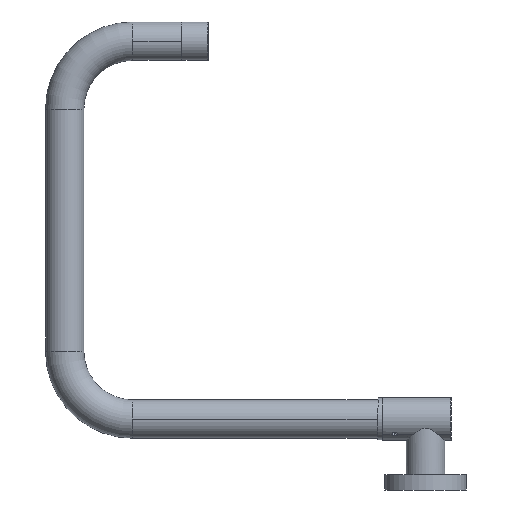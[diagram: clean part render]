
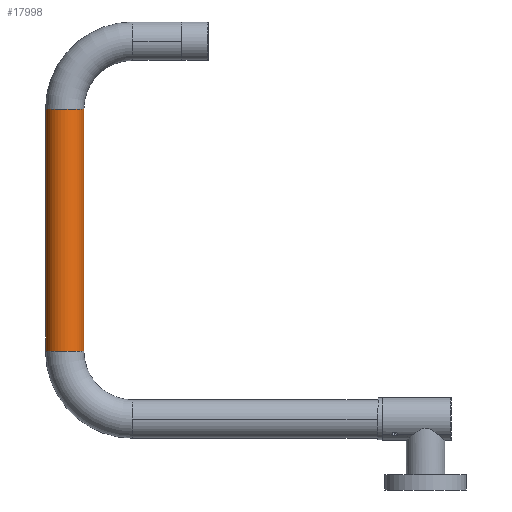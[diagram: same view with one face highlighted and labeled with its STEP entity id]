
A CAD part, left-side view. The second image highlights one B-rep face of the part: STEP entity #17998.
In plain terms, the highlighted cylindrical face has radius 12.7 mm (diameter 25.4 mm), a partial arc.
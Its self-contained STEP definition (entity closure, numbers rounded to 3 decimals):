
#1503 = CIRCLE ( 'NONE', #21991, 12.7 ) ;
#1571 = VERTEX_POINT ( 'NONE', #7521 ) ;
#3447 = FACE_OUTER_BOUND ( 'NONE', #19189, .T. ) ;
#4913 = CARTESIAN_POINT ( 'NONE',  ( -0.027, 251.515, 85.931 ) ) ;
#5044 = VERTEX_POINT ( 'NONE', #12244 ) ;
#5212 = LINE ( 'NONE', #16237, #14094 ) ;
#5580 = ORIENTED_EDGE ( 'NONE', *, *, #15765, .F. ) ;
#5598 = LINE ( 'NONE', #6066, #14491 ) ;
#6066 = CARTESIAN_POINT ( 'NONE',  ( -0.027, 226.115, 85.931 ) ) ;
#6262 = CARTESIAN_POINT ( 'NONE',  ( -0.257, 238.815, 245.931 ) ) ;
#7438 = DIRECTION ( 'NONE',  ( -0.001, 0., 1. ) ) ;
#7455 = DIRECTION ( 'NONE',  ( 0., -1., 0. ) ) ;
#7520 = ORIENTED_EDGE ( 'NONE', *, *, #18257, .T. ) ;
#7521 = CARTESIAN_POINT ( 'NONE',  ( -0.257, 226.115, 245.931 ) ) ;
#7658 = EDGE_CURVE ( 'NONE', #9288, #1571, #5598, .T. ) ;
#8050 = DIRECTION ( 'NONE',  ( 1., 0., 0.001 ) ) ;
#9288 = VERTEX_POINT ( 'NONE', #21497 ) ;
#10244 = CARTESIAN_POINT ( 'NONE',  ( -0.027, 238.815, 85.931 ) ) ;
#11180 = AXIS2_PLACEMENT_3D ( 'NONE', #18143, #19883, #7455 ) ;
#12025 = DIRECTION ( 'NONE',  ( 1., 0., 0.001 ) ) ;
#12244 = CARTESIAN_POINT ( 'NONE',  ( -0.257, 251.515, 245.931 ) ) ;
#14094 = VECTOR ( 'NONE', #7438, 1000. ) ;
#14491 = VECTOR ( 'NONE', #22144, 1000. ) ;
#15765 = EDGE_CURVE ( 'NONE', #21366, #5044, #5212, .T. ) ;
#16237 = CARTESIAN_POINT ( 'NONE',  ( -0.027, 251.515, 85.931 ) ) ;
#17354 = CIRCLE ( 'NONE', #18727, 12.7 ) ;
#17998 = ADVANCED_FACE ( 'NONE', ( #3447 ), #19589, .T. ) ;
#18143 = CARTESIAN_POINT ( 'NONE',  ( -0.027, 238.815, 85.931 ) ) ;
#18257 = EDGE_CURVE ( 'NONE', #21366, #9288, #1503, .T. ) ;
#18723 = DIRECTION ( 'NONE',  ( -0.001, 0., 1. ) ) ;
#18727 = AXIS2_PLACEMENT_3D ( 'NONE', #6262, #18723, #8050 ) ;
#18896 = ORIENTED_EDGE ( 'NONE', *, *, #20763, .F. ) ;
#19189 = EDGE_LOOP ( 'NONE', ( #5580, #7520, #19846, #18896 ) ) ;
#19589 = CYLINDRICAL_SURFACE ( 'NONE', #11180, 12.7 ) ;
#19846 = ORIENTED_EDGE ( 'NONE', *, *, #7658, .T. ) ;
#19883 = DIRECTION ( 'NONE',  ( -0.001, 0., 1. ) ) ;
#20763 = EDGE_CURVE ( 'NONE', #5044, #1571, #17354, .T. ) ;
#21366 = VERTEX_POINT ( 'NONE', #4913 ) ;
#21497 = CARTESIAN_POINT ( 'NONE',  ( -0.027, 226.115, 85.931 ) ) ;
#21991 = AXIS2_PLACEMENT_3D ( 'NONE', #10244, #22746, #12025 ) ;
#22144 = DIRECTION ( 'NONE',  ( -0.001, 0., 1. ) ) ;
#22746 = DIRECTION ( 'NONE',  ( -0.001, 0., 1. ) ) ;
